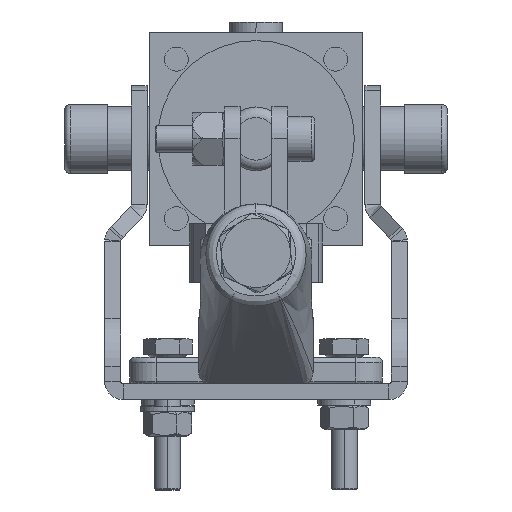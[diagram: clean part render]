
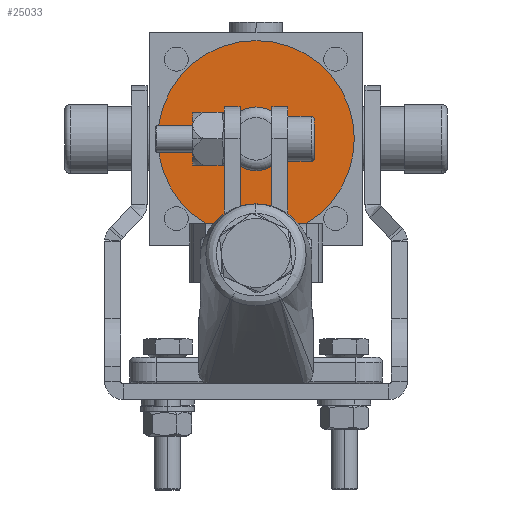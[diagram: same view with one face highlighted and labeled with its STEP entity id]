
A CAD part, left-side view. The second image highlights one B-rep face of the part: STEP entity #25033.
In plain terms, the highlighted planar face has unit normal (-1, 0, 0).
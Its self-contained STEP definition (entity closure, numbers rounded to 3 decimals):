
#6314 = AXIS2_PLACEMENT_3D ( 'NONE', #18069, #18071, #18073 ) ;
#6318 = AXIS2_PLACEMENT_3D ( 'NONE', #18094, #18096, #18098 ) ;
#10576 = CARTESIAN_POINT ( 'NONE',  ( 0., 0., 0. ) ) ;
#10582 = PLANE ( 'NONE',  #42485 ) ;
#10584 = DIRECTION ( 'NONE',  ( 1., 0., 0. ) ) ;
#10585 = DIRECTION ( 'NONE',  ( 0., 0., -1. ) ) ;
#13110 = CIRCLE ( 'NONE', #6314, 18.5 ) ;
#13126 = CIRCLE ( 'NONE', #6318, 6. ) ;
#18069 = CARTESIAN_POINT ( 'NONE',  ( 0., 0., 0. ) ) ;
#18071 = DIRECTION ( 'NONE',  ( -1., 0., 0. ) ) ;
#18073 = DIRECTION ( 'NONE',  ( 0., 0., 1. ) ) ;
#18094 = CARTESIAN_POINT ( 'NONE',  ( 0., 0., 0. ) ) ;
#18096 = DIRECTION ( 'NONE',  ( -1., 0., 0. ) ) ;
#18098 = DIRECTION ( 'NONE',  ( 0., 0., 1. ) ) ;
#19317 = CARTESIAN_POINT ( 'NONE',  ( 0., 0., -18.5 ) ) ;
#19333 = CARTESIAN_POINT ( 'NONE',  ( 0., 0., 6. ) ) ;
#19355 = CARTESIAN_POINT ( 'NONE',  ( 0., 0., -6. ) ) ;
#19373 = CARTESIAN_POINT ( 'NONE',  ( 0., 0., 18.5 ) ) ;
#25033 = ADVANCED_FACE ( 'NONE', ( #33523, #33526 ), #10582, .F. ) ;
#27128 = CARTESIAN_POINT ( 'NONE',  ( 0., 0., 0. ) ) ;
#27129 = DIRECTION ( 'NONE',  ( -1., 0., 0. ) ) ;
#27130 = DIRECTION ( 'NONE',  ( 0., 0., 1. ) ) ;
#27131 = CARTESIAN_POINT ( 'NONE',  ( 0., 0., 0. ) ) ;
#27132 = DIRECTION ( 'NONE',  ( -1., 0., 0. ) ) ;
#27133 = DIRECTION ( 'NONE',  ( 0., 0., 1. ) ) ;
#33523 = FACE_BOUND ( 'NONE', #50997, .T. ) ;
#33526 = FACE_OUTER_BOUND ( 'NONE', #50989, .T. ) ;
#34181 = CIRCLE ( 'NONE', #42598, 18.5 ) ;
#34182 = CIRCLE ( 'NONE', #42597, 6. ) ;
#35663 = EDGE_CURVE ( 'NONE', #51474, #51495, #34182, .T. ) ;
#35665 = EDGE_CURVE ( 'NONE', #51460, #51511, #34181, .T. ) ;
#42485 = AXIS2_PLACEMENT_3D ( 'NONE', #10576, #10584, #10585 ) ;
#42597 = AXIS2_PLACEMENT_3D ( 'NONE', #27128, #27129, #27130 ) ;
#42598 = AXIS2_PLACEMENT_3D ( 'NONE', #27131, #27132, #27133 ) ;
#49527 = EDGE_CURVE ( 'NONE', #51511, #51460, #13110, .T. ) ;
#49531 = EDGE_CURVE ( 'NONE', #51495, #51474, #13126, .T. ) ;
#50989 = EDGE_LOOP ( 'NONE', ( #55585, #55587 ) ) ;
#50997 = EDGE_LOOP ( 'NONE', ( #55581, #55583 ) ) ;
#51460 = VERTEX_POINT ( 'NONE', #19317 ) ;
#51474 = VERTEX_POINT ( 'NONE', #19333 ) ;
#51495 = VERTEX_POINT ( 'NONE', #19355 ) ;
#51511 = VERTEX_POINT ( 'NONE', #19373 ) ;
#55581 = ORIENTED_EDGE ( 'NONE', *, *, #35663, .F. ) ;
#55583 = ORIENTED_EDGE ( 'NONE', *, *, #49531, .F. ) ;
#55585 = ORIENTED_EDGE ( 'NONE', *, *, #49527, .T. ) ;
#55587 = ORIENTED_EDGE ( 'NONE', *, *, #35665, .T. ) ;
